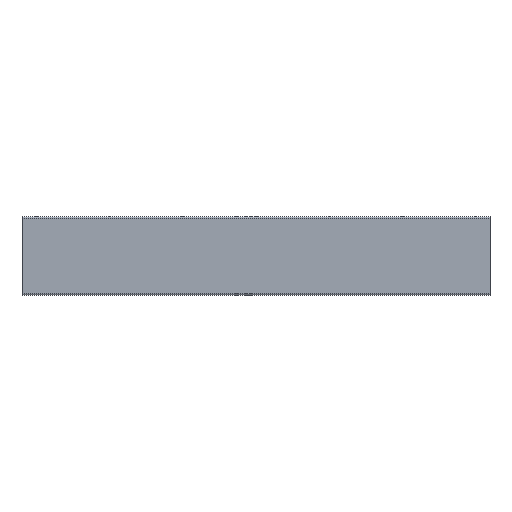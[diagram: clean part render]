
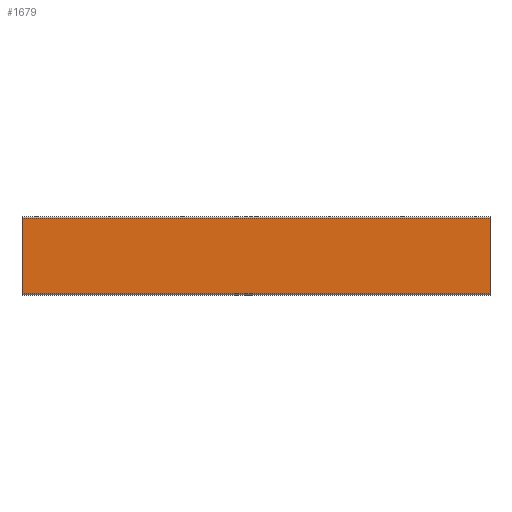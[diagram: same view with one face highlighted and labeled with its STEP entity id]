
A CAD part, top view. The second image highlights one B-rep face of the part: STEP entity #1679.
In plain terms, the highlighted planar face has unit normal (0, 0, 1).
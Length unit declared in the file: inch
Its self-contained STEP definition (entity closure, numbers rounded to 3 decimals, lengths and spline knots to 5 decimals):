
#313 = ORIENTED_EDGE ( 'NONE', *, *, #2083, .T. ) ;
#462 = LINE ( 'NONE', #1392, #1738 ) ;
#482 = ORIENTED_EDGE ( 'NONE', *, *, #2150, .T. ) ;
#489 = CARTESIAN_POINT ( 'NONE',  ( 30.04651, 4.88175, 2.91574 ) ) ;
#499 = ORIENTED_EDGE ( 'NONE', *, *, #1935, .F. ) ;
#502 = CARTESIAN_POINT ( 'NONE',  ( 30.04651, -4.80625, 2.91574 ) ) ;
#514 = DIRECTION ( 'NONE',  ( -1., 0., 0. ) ) ;
#526 = LINE ( 'NONE', #1318, #2180 ) ;
#559 = AXIS2_PLACEMENT_3D ( 'NONE', #502, #1864, #514 ) ;
#595 = VECTOR ( 'NONE', #2404, 39.37008 ) ;
#870 = LINE ( 'NONE', #1647, #595 ) ;
#931 = VECTOR ( 'NONE', #1512, 39.37008 ) ;
#1147 = CARTESIAN_POINT ( 'NONE',  ( 30.04651, -4.80625, 2.91574 ) ) ;
#1180 = VERTEX_POINT ( 'NONE', #2283 ) ;
#1318 = CARTESIAN_POINT ( 'NONE',  ( 30.04651, -4.80625, 2.91574 ) ) ;
#1392 = CARTESIAN_POINT ( 'NONE',  ( 30.04651, -4.80625, 2.91574 ) ) ;
#1512 = DIRECTION ( 'NONE',  ( -1., 0., 0. ) ) ;
#1534 = DIRECTION ( 'NONE',  ( -1., 0., 0. ) ) ;
#1585 = VERTEX_POINT ( 'NONE', #1147 ) ;
#1647 = CARTESIAN_POINT ( 'NONE',  ( -29.95349, -4.80625, 2.91574 ) ) ;
#1679 = ADVANCED_FACE ( 'NONE', ( #2050 ), #2239, .F. ) ;
#1730 = VERTEX_POINT ( 'NONE', #489 ) ;
#1738 = VECTOR ( 'NONE', #1801, 39.37008 ) ;
#1801 = DIRECTION ( 'NONE',  ( 0., -1., 0. ) ) ;
#1864 = DIRECTION ( 'NONE',  ( 0., 0., -1. ) ) ;
#1896 = CARTESIAN_POINT ( 'NONE',  ( 30.04651, 4.88175, 2.91574 ) ) ;
#1912 = LINE ( 'NONE', #1896, #931 ) ;
#1935 = EDGE_CURVE ( 'NONE', #1585, #1180, #526, .T. ) ;
#1973 = ORIENTED_EDGE ( 'NONE', *, *, #2289, .F. ) ;
#2025 = VERTEX_POINT ( 'NONE', #2349 ) ;
#2050 = FACE_OUTER_BOUND ( 'NONE', #2379, .T. ) ;
#2083 = EDGE_CURVE ( 'NONE', #2025, #1180, #870, .T. ) ;
#2150 = EDGE_CURVE ( 'NONE', #1730, #2025, #1912, .T. ) ;
#2180 = VECTOR ( 'NONE', #1534, 39.37008 ) ;
#2239 = PLANE ( 'NONE',  #559 ) ;
#2283 = CARTESIAN_POINT ( 'NONE',  ( -29.95349, -4.80625, 2.91574 ) ) ;
#2289 = EDGE_CURVE ( 'NONE', #1730, #1585, #462, .T. ) ;
#2349 = CARTESIAN_POINT ( 'NONE',  ( -29.95349, 4.88175, 2.91574 ) ) ;
#2379 = EDGE_LOOP ( 'NONE', ( #313, #499, #1973, #482 ) ) ;
#2404 = DIRECTION ( 'NONE',  ( 0., -1., 0. ) ) ;
